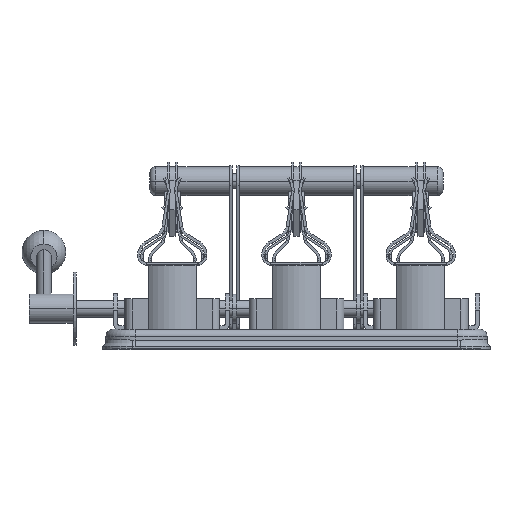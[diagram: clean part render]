
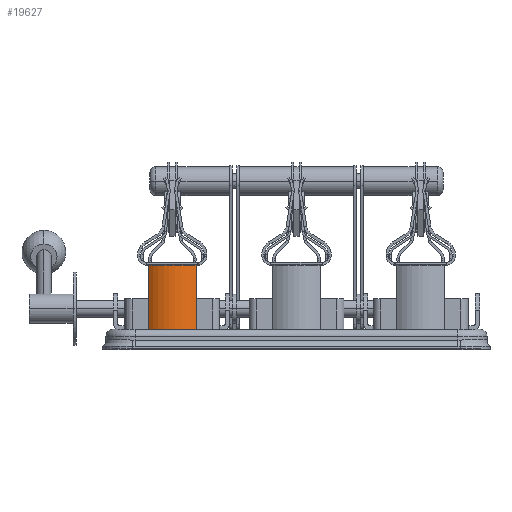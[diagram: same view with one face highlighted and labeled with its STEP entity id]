
A CAD part, top view. The second image highlights one B-rep face of the part: STEP entity #19627.
In plain terms, the highlighted cylindrical face has radius 25 mm (diameter 50 mm), a partial arc.
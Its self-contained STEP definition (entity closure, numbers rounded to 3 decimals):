
#253 = DIRECTION ( 'NONE',  ( 0., 0., -1. ) ) ;
#359 = CARTESIAN_POINT ( 'NONE',  ( -68.752, 57.5, 121.5 ) ) ;
#588 = VERTEX_POINT ( 'NONE', #40422 ) ;
#2310 = VERTEX_POINT ( 'NONE', #36555 ) ;
#2347 = VECTOR ( 'NONE', #20399, 1000. ) ;
#3095 = EDGE_CURVE ( 'NONE', #588, #31672, #39650, .T. ) ;
#3323 = EDGE_CURVE ( 'NONE', #588, #25670, #45771, .T. ) ;
#5920 = ORIENTED_EDGE ( 'NONE', *, *, #3095, .T. ) ;
#7839 = VECTOR ( 'NONE', #9494, 1000. ) ;
#9396 = DIRECTION ( 'NONE',  ( 0., 1., 0. ) ) ;
#9494 = DIRECTION ( 'NONE',  ( 0., -1., 0. ) ) ;
#10237 = EDGE_LOOP ( 'NONE', ( #30790, #46423, #30158, #5920 ) ) ;
#13427 = DIRECTION ( 'NONE',  ( 0., 0., -1. ) ) ;
#15024 = CARTESIAN_POINT ( 'NONE',  ( -85., 57.5, 102.5 ) ) ;
#18017 = AXIS2_PLACEMENT_3D ( 'NONE', #15024, #34860, #19601 ) ;
#19601 = DIRECTION ( 'NONE',  ( 0., 0., -1. ) ) ;
#19627 = ADVANCED_FACE ( 'NONE', ( #40179 ), #27915, .T. ) ;
#20399 = DIRECTION ( 'NONE',  ( 0., -1., 0. ) ) ;
#22102 = EDGE_CURVE ( 'NONE', #25670, #2310, #46349, .T. ) ;
#22573 = DIRECTION ( 'NONE',  ( 0., 1., 0. ) ) ;
#24011 = AXIS2_PLACEMENT_3D ( 'NONE', #24673, #9396, #13427 ) ;
#24673 = CARTESIAN_POINT ( 'NONE',  ( -85., 13.5, 102.5 ) ) ;
#25016 = CARTESIAN_POINT ( 'NONE',  ( -101.248, 13.5, 121.5 ) ) ;
#25670 = VERTEX_POINT ( 'NONE', #359 ) ;
#25685 = CIRCLE ( 'NONE', #24011, 25. ) ;
#27915 = CYLINDRICAL_SURFACE ( 'NONE', #18017, 25. ) ;
#30158 = ORIENTED_EDGE ( 'NONE', *, *, #3323, .F. ) ;
#30790 = ORIENTED_EDGE ( 'NONE', *, *, #45509, .T. ) ;
#31672 = VERTEX_POINT ( 'NONE', #25016 ) ;
#33767 = CARTESIAN_POINT ( 'NONE',  ( -85., 57.5, 102.5 ) ) ;
#34860 = DIRECTION ( 'NONE',  ( 0., -1., 0. ) ) ;
#36555 = CARTESIAN_POINT ( 'NONE',  ( -68.752, 13.5, 121.5 ) ) ;
#38777 = CARTESIAN_POINT ( 'NONE',  ( -101.248, 57.5, 121.5 ) ) ;
#39650 = LINE ( 'NONE', #38777, #2347 ) ;
#40179 = FACE_OUTER_BOUND ( 'NONE', #10237, .T. ) ;
#40422 = CARTESIAN_POINT ( 'NONE',  ( -101.248, 57.5, 121.5 ) ) ;
#42745 = CARTESIAN_POINT ( 'NONE',  ( -68.752, 57.5, 121.5 ) ) ;
#43864 = AXIS2_PLACEMENT_3D ( 'NONE', #33767, #22573, #253 ) ;
#45509 = EDGE_CURVE ( 'NONE', #31672, #2310, #25685, .T. ) ;
#45771 = CIRCLE ( 'NONE', #43864, 25. ) ;
#46349 = LINE ( 'NONE', #42745, #7839 ) ;
#46423 = ORIENTED_EDGE ( 'NONE', *, *, #22102, .F. ) ;
